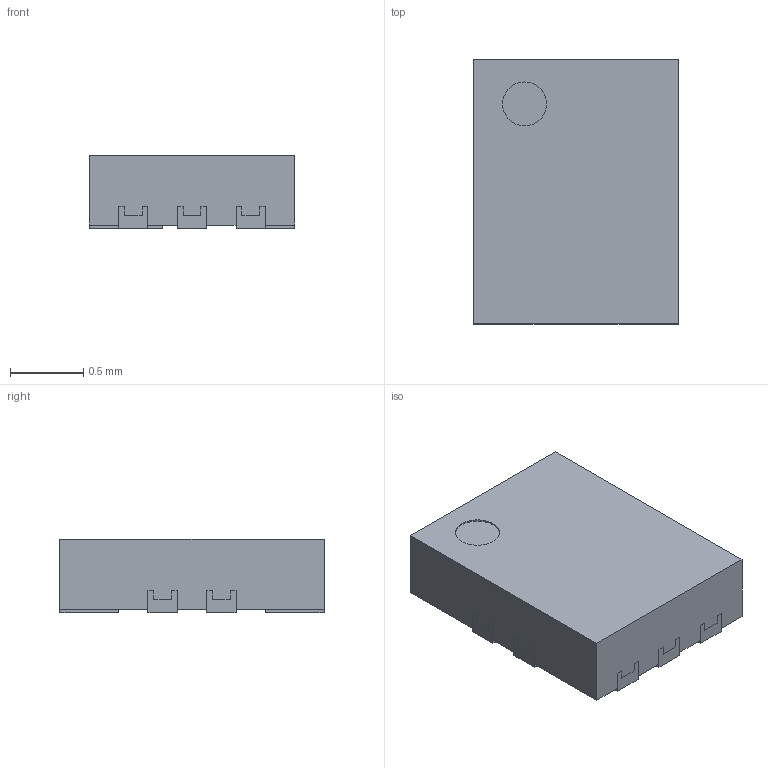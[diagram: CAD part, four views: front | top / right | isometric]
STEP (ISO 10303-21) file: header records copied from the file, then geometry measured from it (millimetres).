
FILE_DESCRIPTION (( 'STEP AP214' ), '1' );
FILE_NAME ('UQFN10.STEP', '2018-01-25T01:06:30', ( '微软用户' ), ( '微软中国' ), 'SwSTEP 2.0', 'SolidWorks 2015', '' );
FILE_SCHEMA (( 'AUTOMOTIVE_DESIGN' ));
Length unit declared in the file: millimetre
Products named in the file (1): UQFN10
Bounding box: 1.4 x 1.8 x 0.5 mm (x, y, z)
Volume: 1.2 mm3; surface area: 13.4 mm2
Topology: 11 solids, 11 shells, 201 faces, 528 edges, 352 vertices
Faces by surface type: plane 199, cylinder 2
Entity records: 6190 total; most frequent: CARTESIAN_POINT 1082, ORIENTED_EDGE 1056, DIRECTION 936, EDGE_CURVE 528, LINE 524, VECTOR 524, VERTEX_POINT 352, AXIS2_PLACEMENT_3D 206
